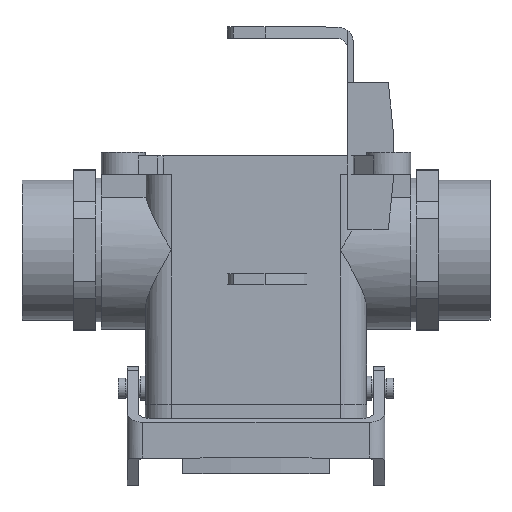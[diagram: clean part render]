
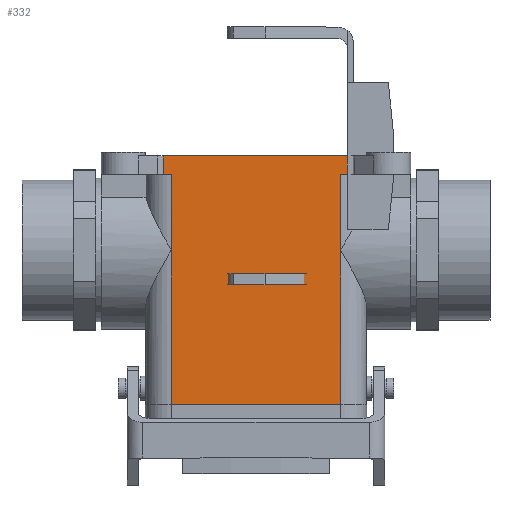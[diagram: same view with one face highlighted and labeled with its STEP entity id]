
A CAD part, top view. The second image highlights one B-rep face of the part: STEP entity #332.
In plain terms, the highlighted planar face has unit normal (0, 0, 1).
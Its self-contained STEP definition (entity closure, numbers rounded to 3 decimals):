
#332 = ADVANCED_FACE( '', ( #816 ), #817, .F. );
#816 = FACE_OUTER_BOUND( '', #1502, .T. );
#817 = PLANE( '', #1503 );
#1502 = EDGE_LOOP( '', ( #2440, #2441, #2442, #2443, #2444, #2445, #2446, #2447, #2448, #2449 ) );
#1503 = AXIS2_PLACEMENT_3D( '', #2450, #2451, #2452 );
#2440 = ORIENTED_EDGE( '', *, *, #4091, .F. );
#2441 = ORIENTED_EDGE( '', *, *, #4092, .F. );
#2442 = ORIENTED_EDGE( '', *, *, #4093, .F. );
#2443 = ORIENTED_EDGE( '', *, *, #4094, .T. );
#2444 = ORIENTED_EDGE( '', *, *, #4095, .T. );
#2445 = ORIENTED_EDGE( '', *, *, #4096, .F. );
#2446 = ORIENTED_EDGE( '', *, *, #4097, .F. );
#2447 = ORIENTED_EDGE( '', *, *, #4098, .T. );
#2448 = ORIENTED_EDGE( '', *, *, #4099, .T. );
#2449 = ORIENTED_EDGE( '', *, *, #4100, .F. );
#2450 = CARTESIAN_POINT( '', ( 25.186, -5., 21.5 ) );
#2451 = DIRECTION( '', ( 0., 0., -1. ) );
#2452 = DIRECTION( '', ( -1., 0., 0. ) );
#4091 = EDGE_CURVE( '', #4970, #4971, #4972, .T. );
#4092 = EDGE_CURVE( '', #4973, #4970, #4974, .T. );
#4093 = EDGE_CURVE( '', #4975, #4973, #4976, .T. );
#4094 = EDGE_CURVE( '', #4975, #4977, #4978, .T. );
#4095 = EDGE_CURVE( '', #4977, #4979, #4980, .T. );
#4096 = EDGE_CURVE( '', #4981, #4979, #4982, .T. );
#4097 = EDGE_CURVE( '', #4983, #4981, #4984, .T. );
#4098 = EDGE_CURVE( '', #4983, #4985, #4986, .T. );
#4099 = EDGE_CURVE( '', #4985, #4987, #4988, .T. );
#4100 = EDGE_CURVE( '', #4971, #4987, #4989, .T. );
#4970 = VERTEX_POINT( '', #6246 );
#4971 = VERTEX_POINT( '', #6247 );
#4972 = LINE( '', #6248, #6249 );
#4973 = VERTEX_POINT( '', #6250 );
#4974 = LINE( '', #6251, #6252 );
#4975 = VERTEX_POINT( '', #6253 );
#4976 = LINE( '', #6254, #6255 );
#4977 = VERTEX_POINT( '', #6256 );
#4978 = LINE( '', #6257, #6258 );
#4979 = VERTEX_POINT( '', #6259 );
#4980 = LINE( '', #6260, #6261 );
#4981 = VERTEX_POINT( '', #6262 );
#4982 = LINE( '', #6263, #6264 );
#4983 = VERTEX_POINT( '', #6265 );
#4984 = LINE( '', #6266, #6267 );
#4985 = VERTEX_POINT( '', #6268 );
#4986 = LINE( '', #6269, #6270 );
#4987 = VERTEX_POINT( '', #6271 );
#4988 = LINE( '', #6272, #6273 );
#4989 = LINE( '', #6274, #6275 );
#6246 = CARTESIAN_POINT( '', ( 23., -25.5, 21.5 ) );
#6247 = CARTESIAN_POINT( '', ( 23., -67.4, 21.5 ) );
#6248 = CARTESIAN_POINT( '', ( 23., 55.476, 21.5 ) );
#6249 = VECTOR( '', #7593, 1000. );
#6250 = CARTESIAN_POINT( '', ( 23., -5., 21.5 ) );
#6251 = CARTESIAN_POINT( '', ( 23., 55.476, 21.5 ) );
#6252 = VECTOR( '', #7594, 1000. );
#6253 = CARTESIAN_POINT( '', ( 25.186, -5., 21.5 ) );
#6254 = CARTESIAN_POINT( '', ( 25.186, -5., 21.5 ) );
#6255 = VECTOR( '', #7595, 1000. );
#6256 = CARTESIAN_POINT( '', ( 25.186, 0., 21.5 ) );
#6257 = CARTESIAN_POINT( '', ( 25.186, -5., 21.5 ) );
#6258 = VECTOR( '', #7596, 1000. );
#6259 = CARTESIAN_POINT( '', ( -25.186, 0., 21.5 ) );
#6260 = CARTESIAN_POINT( '', ( 25.186, 0., 21.5 ) );
#6261 = VECTOR( '', #7597, 1000. );
#6262 = CARTESIAN_POINT( '', ( -25.186, -5., 21.5 ) );
#6263 = CARTESIAN_POINT( '', ( -25.186, -5., 21.5 ) );
#6264 = VECTOR( '', #7598, 1000. );
#6265 = CARTESIAN_POINT( '', ( -23., -5., 21.5 ) );
#6266 = CARTESIAN_POINT( '', ( 25.186, -5., 21.5 ) );
#6267 = VECTOR( '', #7599, 1000. );
#6268 = CARTESIAN_POINT( '', ( -23., -25.5, 21.5 ) );
#6269 = CARTESIAN_POINT( '', ( -23., 55.476, 21.5 ) );
#6270 = VECTOR( '', #7600, 1000. );
#6271 = CARTESIAN_POINT( '', ( -23., -67.4, 21.5 ) );
#6272 = CARTESIAN_POINT( '', ( -23., 55.476, 21.5 ) );
#6273 = VECTOR( '', #7601, 1000. );
#6274 = CARTESIAN_POINT( '', ( -23., -67.4, 21.5 ) );
#6275 = VECTOR( '', #7602, 1000. );
#7593 = DIRECTION( '', ( 0., -1., 0. ) );
#7594 = DIRECTION( '', ( 0., -1., 0. ) );
#7595 = DIRECTION( '', ( -1., 0., 0. ) );
#7596 = DIRECTION( '', ( 0., 1., 0. ) );
#7597 = DIRECTION( '', ( -1., 0., 0. ) );
#7598 = DIRECTION( '', ( 0., 1., 0. ) );
#7599 = DIRECTION( '', ( -1., 0., 0. ) );
#7600 = DIRECTION( '', ( 0., -1., 0. ) );
#7601 = DIRECTION( '', ( 0., -1., 0. ) );
#7602 = DIRECTION( '', ( -1., 0., 0. ) );
